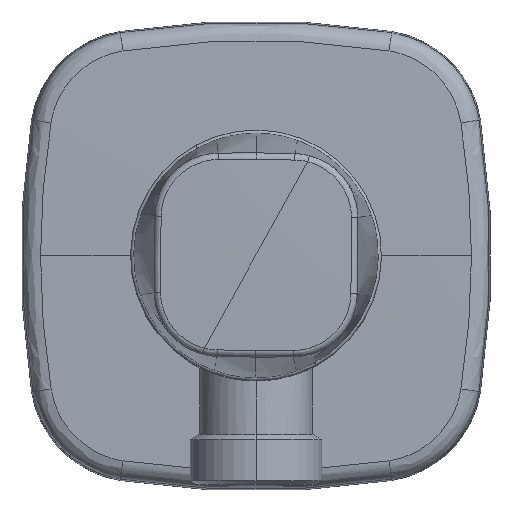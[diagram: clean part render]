
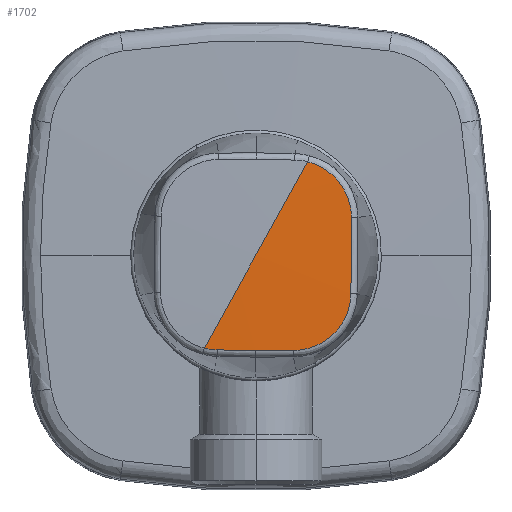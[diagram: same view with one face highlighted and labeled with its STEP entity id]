
A CAD part, top view. The second image highlights one B-rep face of the part: STEP entity #1702.
In plain terms, the highlighted spherical face has radius 1000 mm.
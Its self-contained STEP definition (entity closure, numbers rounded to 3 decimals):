
#66 = DIRECTION ( 'NONE',  ( -0.485, -0.874, 0. ) ) ;
#78 = VERTEX_POINT ( 'NONE', #1272 ) ;
#79 = CARTESIAN_POINT ( 'NONE',  ( 5.989, -15.219, 93.166 ) ) ;
#156 = CARTESIAN_POINT ( 'NONE',  ( 12.91, 12.203, 93.143 ) ) ;
#171 = CARTESIAN_POINT ( 'NONE',  ( 15.219, 5.989, 93.166 ) ) ;
#184 = CARTESIAN_POINT ( 'NONE',  ( 1.35, -15.228, 93.184 ) ) ;
#206 = CARTESIAN_POINT ( 'NONE',  ( -6.884, -15.123, 93.162 ) ) ;
#400 = EDGE_CURVE ( 'NONE', #3303, #1520, #1136, .T. ) ;
#453 = ORIENTED_EDGE ( 'NONE', *, *, #4335, .F. ) ;
#512 = CARTESIAN_POINT ( 'NONE',  ( 8.249, 14.862, 93.156 ) ) ;
#533 = CARTESIAN_POINT ( 'NONE',  ( 14.228, 10.15, 93.148 ) ) ;
#577 = CARTESIAN_POINT ( 'NONE',  ( -8.249, -14.862, 93.156 ) ) ;
#582 = B_SPLINE_CURVE_WITH_KNOTS ( 'NONE', 4,
 ( #2738, #4238, #2372, #184, #2757 ),
 .UNSPECIFIED., .F., .F.,
 ( 5, 5 ),
 ( 0., 1. ),
 .UNSPECIFIED. ) ;
#759 = CARTESIAN_POINT ( 'NONE',  ( -8.249, -14.862, 93.156 ) ) ;
#906 = CARTESIAN_POINT ( 'NONE',  ( 14.883, 8.419, 93.154 ) ) ;
#920 = CARTESIAN_POINT ( 'NONE',  ( -3.007, -15.192, 93.181 ) ) ;
#1049 = EDGE_CURVE ( 'NONE', #78, #3396, #1531, .T. ) ;
#1136 = B_SPLINE_CURVE_WITH_KNOTS ( 'NONE', 3,
 ( #4641, #206, #2781, #577 ),
 .UNSPECIFIED., .F., .F.,
 ( 4, 4 ),
 ( 0., 1. ),
 .UNSPECIFIED. ) ;
#1169 = CARTESIAN_POINT ( 'NONE',  ( 15.079, -9.023, 93.15 ) ) ;
#1177 = EDGE_LOOP ( 'NONE', ( #453, #4124, #1560, #3769, #3500, #3418, #4549, #2432 ) ) ;
#1264 = CARTESIAN_POINT ( 'NONE',  ( 15.06, 7.669, 93.157 ) ) ;
#1272 = CARTESIAN_POINT ( 'NONE',  ( 15.219, 5.989, 93.166 ) ) ;
#1279 = CARTESIAN_POINT ( 'NONE',  ( -6.193, -15.137, 93.166 ) ) ;
#1298 = VERTEX_POINT ( 'NONE', #3513 ) ;
#1314 = CARTESIAN_POINT ( 'NONE',  ( 15.226, 4.985, 93.172 ) ) ;
#1331 = CARTESIAN_POINT ( 'NONE',  ( 15.229, 4.032, 93.177 ) ) ;
#1485 = CARTESIAN_POINT ( 'NONE',  ( 0., 0., -906.7 ) ) ;
#1520 = VERTEX_POINT ( 'NONE', #759 ) ;
#1531 = B_SPLINE_CURVE_WITH_KNOTS ( 'NONE', 5,
 ( #1695, #1314, #1331, #3913, #1715, #4292, #2070, #4671, #2427 ),
 .UNSPECIFIED., .F., .F.,
 ( 6, 3, 6 ),
 ( 0., 0.375, 1. ),
 .UNSPECIFIED. ) ;
#1549 = CARTESIAN_POINT ( 'NONE',  ( 15.137, -6.193, 93.166 ) ) ;
#1560 = ORIENTED_EDGE ( 'NONE', *, *, #400, .F. ) ;
#1562 = CIRCLE ( 'NONE', #2296, 1000. ) ;
#1644 = CARTESIAN_POINT ( 'NONE',  ( 15.151, 7.06, 93.16 ) ) ;
#1695 = CARTESIAN_POINT ( 'NONE',  ( 15.219, 5.989, 93.166 ) ) ;
#1702 = ADVANCED_FACE ( 'NONE', ( #4226 ), #3121, .T. ) ;
#1715 = CARTESIAN_POINT ( 'NONE',  ( 15.227, 0.745, 93.186 ) ) ;
#1776 = VERTEX_POINT ( 'NONE', #3355 ) ;
#1917 = CARTESIAN_POINT ( 'NONE',  ( 13.937, -11.858, 93.139 ) ) ;
#1926 = CARTESIAN_POINT ( 'NONE',  ( 0., 0., -906.7 ) ) ;
#2005 = CARTESIAN_POINT ( 'NONE',  ( -0.102, -15.218, 93.184 ) ) ;
#2008 = CARTESIAN_POINT ( 'NONE',  ( 15.206, 6.448, 93.164 ) ) ;
#2070 = CARTESIAN_POINT ( 'NONE',  ( 15.193, -3., 93.182 ) ) ;
#2216 = DIRECTION ( 'NONE',  ( 0.485, 0.874, 0. ) ) ;
#2258 = VERTEX_POINT ( 'NONE', #2497 ) ;
#2259 = DIRECTION ( 'NONE',  ( -0.874, 0.485, 0. ) ) ;
#2272 = CARTESIAN_POINT ( 'NONE',  ( 8.82, -15.199, 93.15 ) ) ;
#2282 = DIRECTION ( 'NONE',  ( 0.485, 0.874, 0. ) ) ;
#2296 = AXIS2_PLACEMENT_3D ( 'NONE', #4492, #2259, #66 ) ;
#2344 = CARTESIAN_POINT ( 'NONE',  ( 11.545, 13.435, 93.144 ) ) ;
#2361 = CARTESIAN_POINT ( 'NONE',  ( 15.217, 6.14, 93.165 ) ) ;
#2372 = CARTESIAN_POINT ( 'NONE',  ( 2.803, -15.231, 93.181 ) ) ;
#2427 = CARTESIAN_POINT ( 'NONE',  ( 15.137, -6.193, 93.166 ) ) ;
#2432 = ORIENTED_EDGE ( 'NONE', *, *, #3530, .F. ) ;
#2492 = VERTEX_POINT ( 'NONE', #4558 ) ;
#2497 = CARTESIAN_POINT ( 'NONE',  ( 8.249, 14.862, 93.156 ) ) ;
#2606 = AXIS2_PLACEMENT_3D ( 'NONE', #1485, #2946, #2216 ) ;
#2610 = EDGE_CURVE ( 'NONE', #1776, #2492, #582, .T. ) ;
#2726 = CARTESIAN_POINT ( 'NONE',  ( 13.927, 10.692, 93.146 ) ) ;
#2738 = CARTESIAN_POINT ( 'NONE',  ( 5.989, -15.219, 93.166 ) ) ;
#2757 = CARTESIAN_POINT ( 'NONE',  ( -0.102, -15.218, 93.184 ) ) ;
#2781 = CARTESIAN_POINT ( 'NONE',  ( -7.576, -15.031, 93.159 ) ) ;
#2913 = CARTESIAN_POINT ( 'NONE',  ( 15.137, -6.193, 93.166 ) ) ;
#2946 = DIRECTION ( 'NONE',  ( 0.874, -0.485, 0. ) ) ;
#2955 = EDGE_CURVE ( 'NONE', #2492, #3303, #3598, .T. ) ;
#3101 = CARTESIAN_POINT ( 'NONE',  ( 14.611, 9.303, 93.15 ) ) ;
#3121 = SPHERICAL_SURFACE ( 'NONE', #2606, 1000. ) ;
#3243 = CARTESIAN_POINT ( 'NONE',  ( -6.193, -15.137, 93.166 ) ) ;
#3303 = VERTEX_POINT ( 'NONE', #3243 ) ;
#3355 = CARTESIAN_POINT ( 'NONE',  ( 5.989, -15.219, 93.166 ) ) ;
#3396 = VERTEX_POINT ( 'NONE', #2913 ) ;
#3418 = ORIENTED_EDGE ( 'NONE', *, *, #4372, .F. ) ;
#3472 = CARTESIAN_POINT ( 'NONE',  ( 14.962, 8.12, 93.155 ) ) ;
#3489 = CARTESIAN_POINT ( 'NONE',  ( -4.522, -15.172, 93.176 ) ) ;
#3500 = ORIENTED_EDGE ( 'NONE', *, *, #2610, .F. ) ;
#3513 = CARTESIAN_POINT ( 'NONE',  ( 0., 0., 93.3 ) ) ;
#3530 = EDGE_CURVE ( 'NONE', #2258, #78, #4519, .T. ) ;
#3571 = B_SPLINE_CURVE_WITH_KNOTS ( 'NONE', 5,
 ( #1549, #1169, #1917, #4505, #2272, #79 ),
 .UNSPECIFIED., .F., .F.,
 ( 6, 6 ),
 ( 0., 1. ),
 .UNSPECIFIED. ) ;
#3598 = B_SPLINE_CURVE_WITH_KNOTS ( 'NONE', 4,
 ( #2005, #4225, #920, #3489, #1279 ),
 .UNSPECIFIED., .F., .F.,
 ( 5, 5 ),
 ( 0., 1. ),
 .UNSPECIFIED. ) ;
#3640 = AXIS2_PLACEMENT_3D ( 'NONE', #1926, #4515, #2282 ) ;
#3769 = ORIENTED_EDGE ( 'NONE', *, *, #2955, .F. ) ;
#3835 = CARTESIAN_POINT ( 'NONE',  ( 9.406, 14.571, 93.15 ) ) ;
#3851 = CARTESIAN_POINT ( 'NONE',  ( 15.13, 7.213, 93.16 ) ) ;
#3872 = CIRCLE ( 'NONE', #3640, 1000. ) ;
#3900 = EDGE_CURVE ( 'NONE', #1298, #1520, #3872, .T. ) ;
#3913 = CARTESIAN_POINT ( 'NONE',  ( 15.23, 3.12, 93.18 ) ) ;
#4124 = ORIENTED_EDGE ( 'NONE', *, *, #3900, .T. ) ;
#4225 = CARTESIAN_POINT ( 'NONE',  ( -1.554, -15.208, 93.184 ) ) ;
#4226 = FACE_OUTER_BOUND ( 'NONE', #1177, .T. ) ;
#4227 = CARTESIAN_POINT ( 'NONE',  ( 15.185, 6.755, 93.162 ) ) ;
#4238 = CARTESIAN_POINT ( 'NONE',  ( 4.317, -15.231, 93.176 ) ) ;
#4292 = CARTESIAN_POINT ( 'NONE',  ( 15.209, -1.546, 93.185 ) ) ;
#4335 = EDGE_CURVE ( 'NONE', #1298, #2258, #1562, .T. ) ;
#4372 = EDGE_CURVE ( 'NONE', #3396, #1776, #3571, .T. ) ;
#4492 = CARTESIAN_POINT ( 'NONE',  ( 0., 0., -906.7 ) ) ;
#4505 = CARTESIAN_POINT ( 'NONE',  ( 11.668, -14.095, 93.139 ) ) ;
#4515 = DIRECTION ( 'NONE',  ( 0.874, -0.485, 0. ) ) ;
#4519 = B_SPLINE_CURVE_WITH_KNOTS ( 'NONE', 5,
 ( #512, #3835, #4587, #2344, #156, #2726, #533, #3101, #906, #3472, #1264, #3851, #1644, #4227, #2008, #4606, #2361, #171 ),
 .UNSPECIFIED., .F., .F.,
 ( 6, 3, 3, 3, 3, 6 ),
 ( 0., 0.492, 0.746, 0.873, 0.937, 1. ),
 .UNSPECIFIED. ) ;
#4549 = ORIENTED_EDGE ( 'NONE', *, *, #1049, .F. ) ;
#4558 = CARTESIAN_POINT ( 'NONE',  ( -0.102, -15.218, 93.184 ) ) ;
#4587 = CARTESIAN_POINT ( 'NONE',  ( 10.519, 14.093, 93.146 ) ) ;
#4606 = CARTESIAN_POINT ( 'NONE',  ( 15.213, 6.293, 93.164 ) ) ;
#4641 = CARTESIAN_POINT ( 'NONE',  ( -6.193, -15.137, 93.166 ) ) ;
#4671 = CARTESIAN_POINT ( 'NONE',  ( 15.172, -4.522, 93.176 ) ) ;
